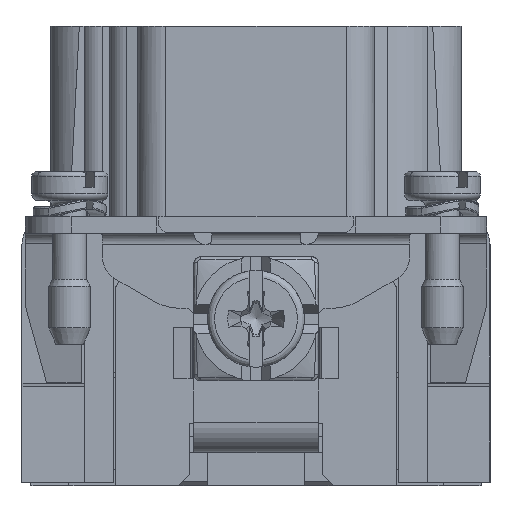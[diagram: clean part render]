
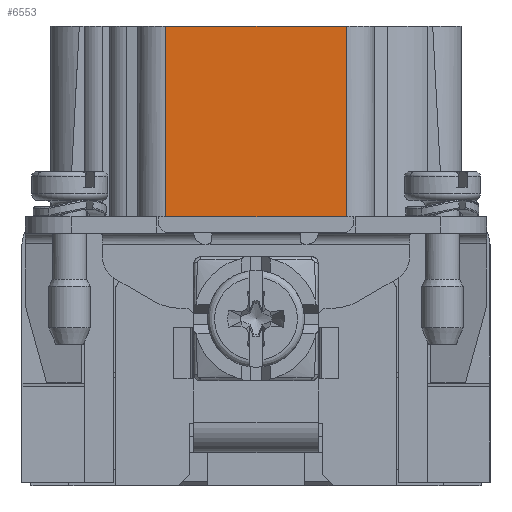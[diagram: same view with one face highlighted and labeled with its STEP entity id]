
A CAD part, left-side view. The second image highlights one B-rep face of the part: STEP entity #6553.
In plain terms, the highlighted planar face has unit normal (-1, 0, 0).
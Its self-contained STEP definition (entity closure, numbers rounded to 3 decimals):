
#6553=ADVANCED_FACE('',(#8825),#7900,.F.);
#7900=PLANE('',#34410);
#8825=FACE_OUTER_BOUND('',#10473,.T.);
#10473=EDGE_LOOP('',(#14137,#14138,#14139,#14140));
#14137=ORIENTED_EDGE('',*,*,#22434,.T.);
#14138=ORIENTED_EDGE('',*,*,#23942,.T.);
#14139=ORIENTED_EDGE('',*,*,#23867,.F.);
#14140=ORIENTED_EDGE('',*,*,#23943,.T.);
#19684=VERTEX_POINT('',#47191);
#19685=VERTEX_POINT('',#47193);
#20832=VERTEX_POINT('',#51031);
#20833=VERTEX_POINT('',#51032);
#22434=EDGE_CURVE('',#19685,#19684,#26473,.T.);
#23867=EDGE_CURVE('',#20832,#20833,#27418,.T.);
#23942=EDGE_CURVE('',#19684,#20833,#27477,.T.);
#23943=EDGE_CURVE('',#20832,#19685,#27478,.T.);
#26473=LINE('',#47192,#28913);
#27418=LINE('',#51030,#29858);
#27477=LINE('',#51170,#29917);
#27478=LINE('',#51171,#29918);
#28913=VECTOR('',#35785,1.);
#29858=VECTOR('',#38298,1.);
#29917=VECTOR('',#38455,1.);
#29918=VECTOR('',#38456,1.);
#34410=AXIS2_PLACEMENT_3D('',#51172,#38457,#38458);
#35785=DIRECTION('',(0.,-1.,0.));
#38298=DIRECTION('',(0.,-1.,0.));
#38455=DIRECTION('',(0.,0.,1.));
#38456=DIRECTION('',(0.,0.,-1.));
#38457=DIRECTION('',(1.,0.,0.));
#38458=DIRECTION('',(0.,0.,-1.));
#47191=CARTESIAN_POINT('',(-42.175,-6.55,1.2));
#47192=CARTESIAN_POINT('',(-42.175,8.55,1.2));
#47193=CARTESIAN_POINT('',(-42.175,6.55,1.2));
#51030=CARTESIAN_POINT('',(-42.175,8.55,15.));
#51031=CARTESIAN_POINT('',(-42.175,6.55,15.));
#51032=CARTESIAN_POINT('',(-42.175,-6.55,15.));
#51170=CARTESIAN_POINT('',(-42.175,-6.55,15.));
#51171=CARTESIAN_POINT('',(-42.175,6.55,15.));
#51172=CARTESIAN_POINT('',(-42.175,8.55,15.));
